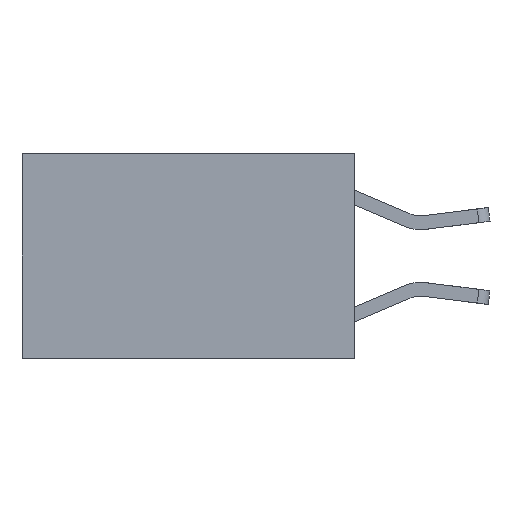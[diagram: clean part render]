
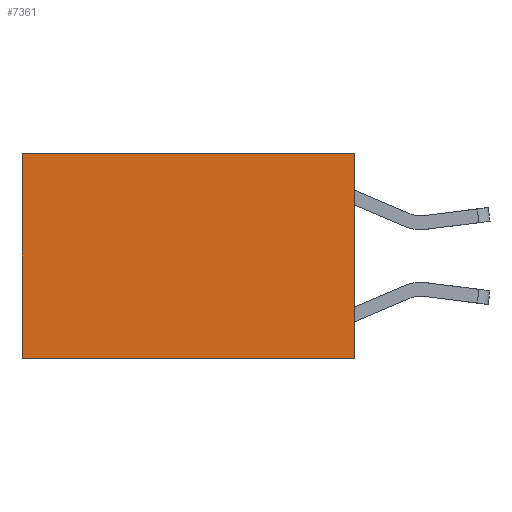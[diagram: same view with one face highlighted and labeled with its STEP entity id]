
A CAD part, left-side view. The second image highlights one B-rep face of the part: STEP entity #7361.
In plain terms, the highlighted planar face has unit normal (-1, 0, 0).
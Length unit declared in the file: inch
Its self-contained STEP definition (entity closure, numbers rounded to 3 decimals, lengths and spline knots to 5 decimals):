
#65 = VERTEX_POINT ( 'NONE', #5696 ) ;
#299 = EDGE_CURVE ( 'NONE', #8164, #2332, #6349, .T. ) ;
#438 = FACE_OUTER_BOUND ( 'NONE', #4847, .T. ) ;
#651 = CARTESIAN_POINT ( 'NONE',  ( 0.2625, 0.6, 0. ) ) ;
#697 = VECTOR ( 'NONE', #7426, 39.37008 ) ;
#999 = EDGE_CURVE ( 'NONE', #2358, #2332, #3249, .T. ) ;
#1088 = DIRECTION ( 'NONE',  ( 0., 1., 0. ) ) ;
#1276 = DIRECTION ( 'NONE',  ( 1., 0., 0. ) ) ;
#1468 = VECTOR ( 'NONE', #6625, 39.37008 ) ;
#1562 = CARTESIAN_POINT ( 'NONE',  ( 0.2625, 0., 0. ) ) ;
#2332 = VERTEX_POINT ( 'NONE', #3959 ) ;
#2358 = VERTEX_POINT ( 'NONE', #4012 ) ;
#2821 = AXIS2_PLACEMENT_3D ( 'NONE', #4281, #1276, #4937 ) ;
#2866 = DIRECTION ( 'NONE',  ( 0., 0., -1. ) ) ;
#3249 = LINE ( 'NONE', #651, #7278 ) ;
#3959 = CARTESIAN_POINT ( 'NONE',  ( 0.2625, 0.6, -0.37 ) ) ;
#4012 = CARTESIAN_POINT ( 'NONE',  ( 0.2625, 0.6, 0. ) ) ;
#4091 = ORIENTED_EDGE ( 'NONE', *, *, #299, .F. ) ;
#4281 = CARTESIAN_POINT ( 'NONE',  ( 0.2625, 0., 0. ) ) ;
#4370 = LINE ( 'NONE', #8158, #1468 ) ;
#4765 = CARTESIAN_POINT ( 'NONE',  ( 0.2625, 0., -0.37 ) ) ;
#4835 = ORIENTED_EDGE ( 'NONE', *, *, #999, .T. ) ;
#4847 = EDGE_LOOP ( 'NONE', ( #4835, #4091, #6676, #6356 ) ) ;
#4894 = CARTESIAN_POINT ( 'NONE',  ( 0.2625, 0., -0.37 ) ) ;
#4937 = DIRECTION ( 'NONE',  ( 0., 0., -1. ) ) ;
#5485 = VECTOR ( 'NONE', #1088, 39.37008 ) ;
#5696 = CARTESIAN_POINT ( 'NONE',  ( 0.2625, 0., 0. ) ) ;
#6349 = LINE ( 'NONE', #4765, #5485 ) ;
#6356 = ORIENTED_EDGE ( 'NONE', *, *, #8301, .T. ) ;
#6389 = PLANE ( 'NONE',  #2821 ) ;
#6625 = DIRECTION ( 'NONE',  ( 0., 1., 0. ) ) ;
#6676 = ORIENTED_EDGE ( 'NONE', *, *, #8243, .F. ) ;
#7278 = VECTOR ( 'NONE', #2866, 39.37008 ) ;
#7361 = ADVANCED_FACE ( 'NONE', ( #438 ), #6389, .F. ) ;
#7426 = DIRECTION ( 'NONE',  ( 0., 0., -1. ) ) ;
#8158 = CARTESIAN_POINT ( 'NONE',  ( 0.2625, 0., 0. ) ) ;
#8164 = VERTEX_POINT ( 'NONE', #4894 ) ;
#8243 = EDGE_CURVE ( 'NONE', #65, #8164, #8377, .T. ) ;
#8301 = EDGE_CURVE ( 'NONE', #65, #2358, #4370, .T. ) ;
#8377 = LINE ( 'NONE', #1562, #697 ) ;
